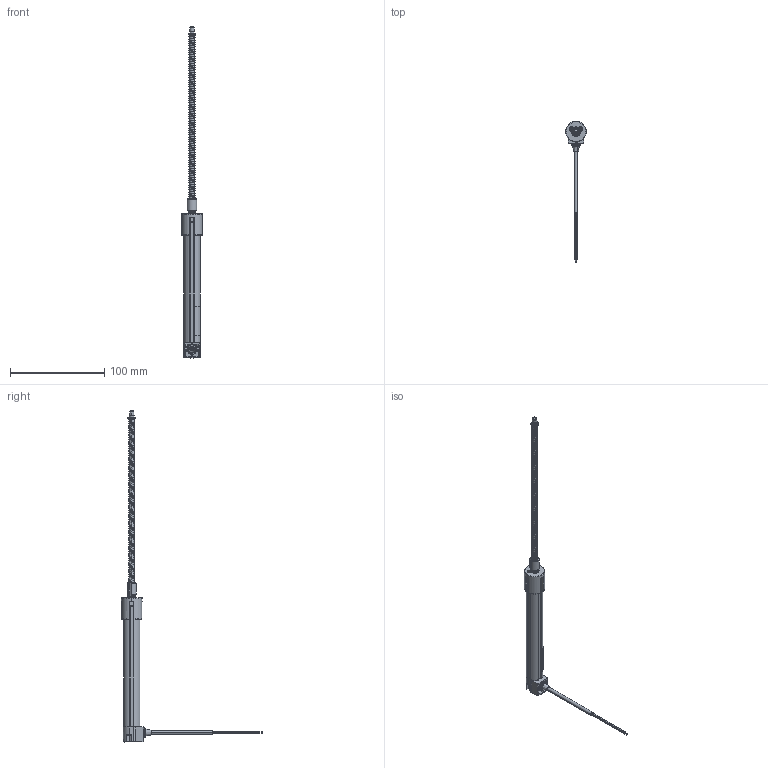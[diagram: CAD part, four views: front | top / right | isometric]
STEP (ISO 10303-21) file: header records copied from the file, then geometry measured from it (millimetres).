
FILE_DESCRIPTION (( 'STEP AP214' ), '1' );
FILE_NAME ('TEX-0100-428-002-202_extended.STEP', '2014-07-07T09:40:51', ( 'dummy' ), ( 'Microsoft' ), 'SwSTEP 2.0', 'SolidWorks 2013', '' );
FILE_SCHEMA (( 'AUTOMOTIVE_DESIGN' ));
Length unit declared in the file: millimetre
Products named in the file (1): TEX-0100-428-002-202_extended
Bounding box: 22 x 150.1 x 352.9 mm (x, y, z)
Surface area: 22424.5 mm2 (no closed solid volume)
Topology: 0 solids, 43 shells, 391 faces, 1427 edges, 1062 vertices
Faces by surface type: plane 149, cylinder 146, bspline 37, torus 30, cone 27, sphere 2
Entity records: 37107 total; most frequent: CARTESIAN_POINT 21066, DIRECTION 2512, ORIENTED_EDGE 2069, EDGE_CURVE 1427, VERTEX_POINT 1062, AXIS2_PLACEMENT_3D 917, VECTOR 678, LINE 678
